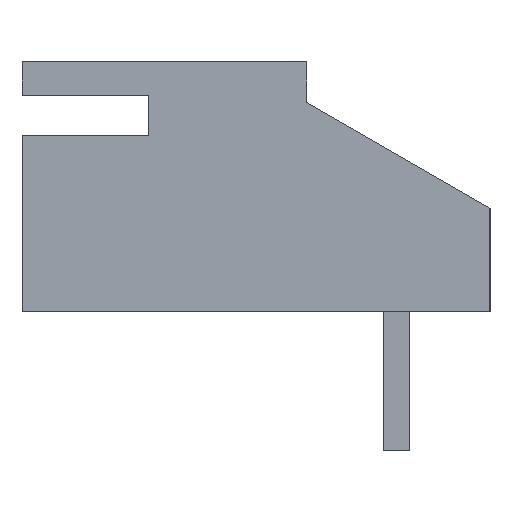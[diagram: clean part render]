
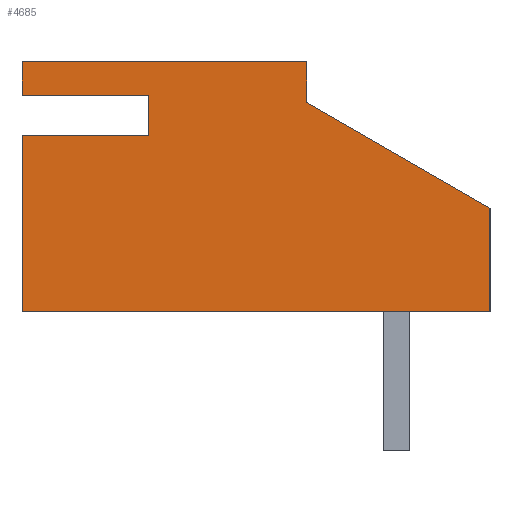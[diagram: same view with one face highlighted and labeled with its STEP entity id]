
A CAD part, left-side view. The second image highlights one B-rep face of the part: STEP entity #4685.
In plain terms, the highlighted planar face has unit normal (-1, 0, 0).
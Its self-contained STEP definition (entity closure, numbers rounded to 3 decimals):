
#16 = DIRECTION ( 'NONE',  ( 0., 0., -1. ) ) ;
#198 = CARTESIAN_POINT ( 'NONE',  ( -21.2, 2.8, 1.55 ) ) ;
#269 = CARTESIAN_POINT ( 'NONE',  ( -21.2, -1.1, 1.375 ) ) ;
#312 = ORIENTED_EDGE ( 'NONE', *, *, #8868, .F. ) ;
#319 = CARTESIAN_POINT ( 'NONE',  ( -21.2, 5.9, 2.375 ) ) ;
#633 = DIRECTION ( 'NONE',  ( 0., -0.866, -0.5 ) ) ;
#676 = CARTESIAN_POINT ( 'NONE',  ( -21.2, 5.9, 2.375 ) ) ;
#681 = VERTEX_POINT ( 'NONE', #1306 ) ;
#768 = DIRECTION ( 'NONE',  ( 0., 1., 0. ) ) ;
#892 = CARTESIAN_POINT ( 'NONE',  ( -21.2, -5.6, -3.775 ) ) ;
#990 = VECTOR ( 'NONE', #5105, 1000. ) ;
#1095 = VECTOR ( 'NONE', #16, 1000. ) ;
#1149 = LINE ( 'NONE', #5754, #5711 ) ;
#1306 = CARTESIAN_POINT ( 'NONE',  ( -21.2, 5.9, 1.55 ) ) ;
#1476 = EDGE_CURVE ( 'NONE', #6163, #4139, #10104, .T. ) ;
#1608 = DIRECTION ( 'NONE',  ( 0., -1., 0. ) ) ;
#1731 = LINE ( 'NONE', #7191, #6283 ) ;
#1840 = VECTOR ( 'NONE', #3674, 1000. ) ;
#2012 = PLANE ( 'NONE',  #4880 ) ;
#2045 = DIRECTION ( 'NONE',  ( -1., 0., 0. ) ) ;
#2067 = DIRECTION ( 'NONE',  ( 0., 1., 0. ) ) ;
#2247 = EDGE_CURVE ( 'NONE', #5408, #3787, #11084, .T. ) ;
#2530 = CARTESIAN_POINT ( 'NONE',  ( -21.2, 5.9, 2.375 ) ) ;
#2577 = EDGE_CURVE ( 'NONE', #3787, #9538, #1149, .T. ) ;
#2705 = CARTESIAN_POINT ( 'NONE',  ( -21.2, 2.8, 0.55 ) ) ;
#2711 = LINE ( 'NONE', #11038, #6991 ) ;
#2736 = CARTESIAN_POINT ( 'NONE',  ( -21.2, -1.1, 2.375 ) ) ;
#3054 = EDGE_LOOP ( 'NONE', ( #6339, #6854, #5578, #3082, #3990, #9682, #10014, #312, #9878, #5024 ) ) ;
#3082 = ORIENTED_EDGE ( 'NONE', *, *, #2577, .F. ) ;
#3182 = VECTOR ( 'NONE', #1608, 1000. ) ;
#3258 = LINE ( 'NONE', #2530, #9850 ) ;
#3546 = EDGE_CURVE ( 'NONE', #9538, #10227, #5908, .T. ) ;
#3674 = DIRECTION ( 'NONE',  ( 0., 0., 1. ) ) ;
#3787 = VERTEX_POINT ( 'NONE', #269 ) ;
#3928 = VECTOR ( 'NONE', #9485, 1000. ) ;
#3990 = ORIENTED_EDGE ( 'NONE', *, *, #2247, .F. ) ;
#4012 = CARTESIAN_POINT ( 'NONE',  ( -21.2, 5.9, -3.775 ) ) ;
#4139 = VERTEX_POINT ( 'NONE', #7428 ) ;
#4141 = CARTESIAN_POINT ( 'NONE',  ( -21.2, 2.8, 0.55 ) ) ;
#4183 = LINE ( 'NONE', #5184, #3928 ) ;
#4287 = CARTESIAN_POINT ( 'NONE',  ( -21.2, -5.6, -1.223 ) ) ;
#4478 = VECTOR ( 'NONE', #8723, 1000. ) ;
#4685 = ADVANCED_FACE ( 'NONE', ( #10331 ), #2012, .T. ) ;
#4880 = AXIS2_PLACEMENT_3D ( 'NONE', #319, #2045, #8025 ) ;
#5024 = ORIENTED_EDGE ( 'NONE', *, *, #7910, .F. ) ;
#5105 = DIRECTION ( 'NONE',  ( 0., 0., 1. ) ) ;
#5184 = CARTESIAN_POINT ( 'NONE',  ( -21.2, -1.1, 2.375 ) ) ;
#5402 = EDGE_CURVE ( 'NONE', #681, #9304, #3258, .T. ) ;
#5408 = VERTEX_POINT ( 'NONE', #8531 ) ;
#5461 = EDGE_CURVE ( 'NONE', #9304, #5408, #4183, .T. ) ;
#5578 = ORIENTED_EDGE ( 'NONE', *, *, #3546, .F. ) ;
#5711 = VECTOR ( 'NONE', #633, 1000. ) ;
#5754 = CARTESIAN_POINT ( 'NONE',  ( -21.2, -5.6, -1.223 ) ) ;
#5908 = LINE ( 'NONE', #892, #1095 ) ;
#5936 = DIRECTION ( 'NONE',  ( 0., 0., 1. ) ) ;
#6163 = VERTEX_POINT ( 'NONE', #2705 ) ;
#6283 = VECTOR ( 'NONE', #2067, 1000. ) ;
#6339 = ORIENTED_EDGE ( 'NONE', *, *, #8119, .F. ) ;
#6854 = ORIENTED_EDGE ( 'NONE', *, *, #7469, .F. ) ;
#6913 = VERTEX_POINT ( 'NONE', #4012 ) ;
#6991 = VECTOR ( 'NONE', #768, 1000. ) ;
#7191 = CARTESIAN_POINT ( 'NONE',  ( -21.2, 5.9, -3.775 ) ) ;
#7428 = CARTESIAN_POINT ( 'NONE',  ( -21.2, 2.8, 1.55 ) ) ;
#7469 = EDGE_CURVE ( 'NONE', #10227, #6913, #1731, .T. ) ;
#7743 = LINE ( 'NONE', #4141, #3182 ) ;
#7910 = EDGE_CURVE ( 'NONE', #9698, #6163, #7743, .T. ) ;
#8025 = DIRECTION ( 'NONE',  ( 0., 0., 1. ) ) ;
#8119 = EDGE_CURVE ( 'NONE', #6913, #9698, #8399, .T. ) ;
#8399 = LINE ( 'NONE', #8825, #1840 ) ;
#8531 = CARTESIAN_POINT ( 'NONE',  ( -21.2, -1.1, 2.375 ) ) ;
#8723 = DIRECTION ( 'NONE',  ( 0., 0., -1. ) ) ;
#8825 = CARTESIAN_POINT ( 'NONE',  ( -21.2, 5.9, 0.55 ) ) ;
#8868 = EDGE_CURVE ( 'NONE', #4139, #681, #2711, .T. ) ;
#9304 = VERTEX_POINT ( 'NONE', #676 ) ;
#9485 = DIRECTION ( 'NONE',  ( 0., -1., 0. ) ) ;
#9538 = VERTEX_POINT ( 'NONE', #4287 ) ;
#9682 = ORIENTED_EDGE ( 'NONE', *, *, #5461, .F. ) ;
#9698 = VERTEX_POINT ( 'NONE', #10403 ) ;
#9850 = VECTOR ( 'NONE', #5936, 1000. ) ;
#9878 = ORIENTED_EDGE ( 'NONE', *, *, #1476, .F. ) ;
#10014 = ORIENTED_EDGE ( 'NONE', *, *, #5402, .F. ) ;
#10015 = CARTESIAN_POINT ( 'NONE',  ( -21.2, -5.6, -3.775 ) ) ;
#10104 = LINE ( 'NONE', #198, #990 ) ;
#10227 = VERTEX_POINT ( 'NONE', #10015 ) ;
#10331 = FACE_OUTER_BOUND ( 'NONE', #3054, .T. ) ;
#10403 = CARTESIAN_POINT ( 'NONE',  ( -21.2, 5.9, 0.55 ) ) ;
#11038 = CARTESIAN_POINT ( 'NONE',  ( -21.2, 5.9, 1.55 ) ) ;
#11084 = LINE ( 'NONE', #2736, #4478 ) ;
